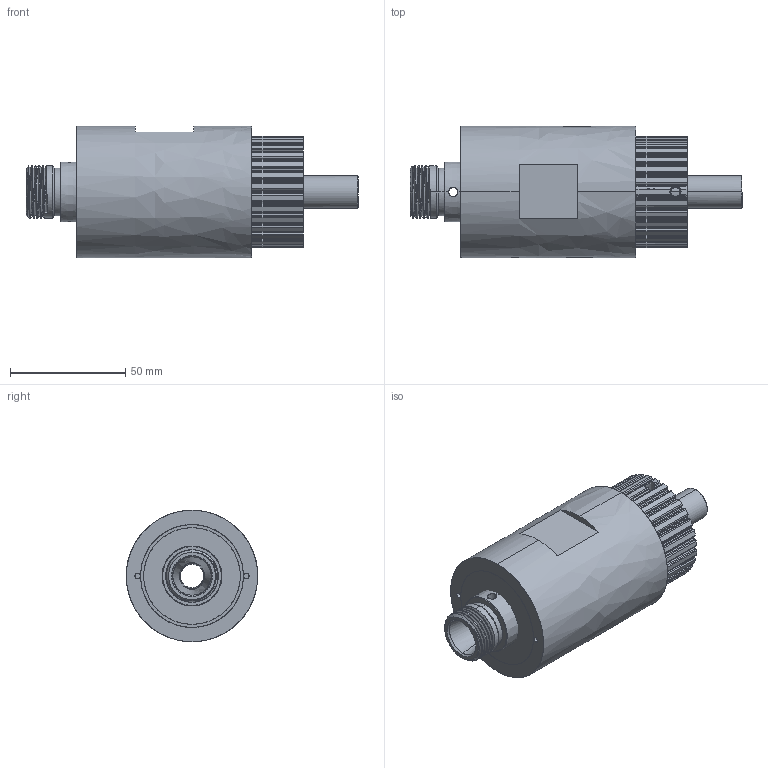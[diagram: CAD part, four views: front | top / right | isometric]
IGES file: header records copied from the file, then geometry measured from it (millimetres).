
Start section: Comment
Global section: file name: 6511.igs; native system:  By Spatial Corp.; preprocessor: XPlus PS/IGES 3.0; author: Author; organization: Title; date: 20150721.074546; units: inch
Bounding box: 144.27 x 57.14 x 57.15 mm (x, y, z)
Surface area: 65241.8 mm2 (no closed solid volume)
Topology: 0 solids, 0 shells, 506 faces, 2792 edges, 2792 vertices
Faces by surface type: revolution 350, extrusion 143, bspline 13
